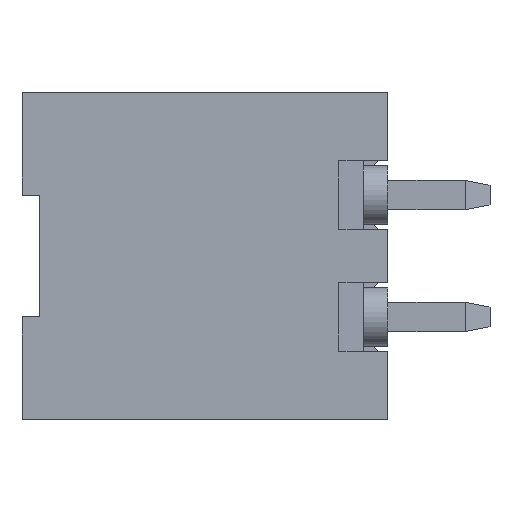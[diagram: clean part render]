
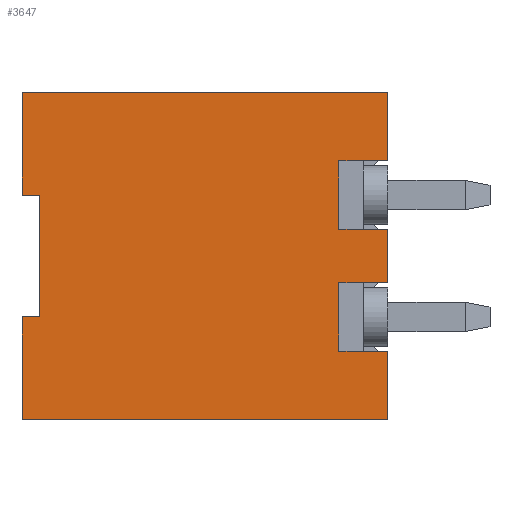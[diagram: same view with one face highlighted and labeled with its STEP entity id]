
A CAD part, front view. The second image highlights one B-rep face of the part: STEP entity #3647.
In plain terms, the highlighted planar face has unit normal (0, -1, 0).
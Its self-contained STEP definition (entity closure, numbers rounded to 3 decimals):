
#53 = DIRECTION ( 'NONE',  ( 0., -1., 0. ) ) ;
#64 = LINE ( 'NONE', #2668, #2275 ) ;
#100 = VECTOR ( 'NONE', #5847, 1000. ) ;
#116 = VECTOR ( 'NONE', #3338, 1000. ) ;
#117 = VERTEX_POINT ( 'NONE', #418 ) ;
#213 = LINE ( 'NONE', #5929, #2862 ) ;
#241 = VERTEX_POINT ( 'NONE', #4433 ) ;
#265 = LINE ( 'NONE', #5405, #3354 ) ;
#276 = DIRECTION ( 'NONE',  ( 0., 0., -1. ) ) ;
#418 = CARTESIAN_POINT ( 'NONE',  ( -3.039, -17.222, -0.55 ) ) ;
#427 = EDGE_LOOP ( 'NONE', ( #3138, #3301, #3226, #2342, #1146, #4134, #4111, #5578, #776, #4705, #3709, #2874, #2139, #5225, #2552, #1865 ) ) ;
#532 = LINE ( 'NONE', #2272, #5409 ) ;
#559 = LINE ( 'NONE', #3812, #1677 ) ;
#667 = EDGE_CURVE ( 'NONE', #2947, #2344, #559, .T. ) ;
#679 = VECTOR ( 'NONE', #4728, 1000. ) ;
#694 = VERTEX_POINT ( 'NONE', #4301 ) ;
#731 = LINE ( 'NONE', #1111, #1846 ) ;
#742 = EDGE_CURVE ( 'NONE', #4426, #241, #4921, .T. ) ;
#763 = LINE ( 'NONE', #4544, #5627 ) ;
#776 = ORIENTED_EDGE ( 'NONE', *, *, #742, .T. ) ;
#808 = EDGE_CURVE ( 'NONE', #5571, #4658, #5217, .T. ) ;
#815 = EDGE_CURVE ( 'NONE', #117, #5429, #265, .T. ) ;
#983 = CARTESIAN_POINT ( 'NONE',  ( -1.148, -17.222, -12.087 ) ) ;
#1021 = CARTESIAN_POINT ( 'NONE',  ( 4.461, -17.222, 3.35 ) ) ;
#1078 = DIRECTION ( 'NONE',  ( -1., 0., 0. ) ) ;
#1099 = CARTESIAN_POINT ( 'NONE',  ( 4.461, -17.222, -12.087 ) ) ;
#1111 = CARTESIAN_POINT ( 'NONE',  ( -3.039, -17.222, -12.087 ) ) ;
#1114 = CARTESIAN_POINT ( 'NONE',  ( -3.039, -17.222, 1.55 ) ) ;
#1137 = CARTESIAN_POINT ( 'NONE',  ( -1.148, -17.222, 6.15 ) ) ;
#1146 = ORIENTED_EDGE ( 'NONE', *, *, #1787, .T. ) ;
#1385 = CARTESIAN_POINT ( 'NONE',  ( 3.461, -17.222, 3.35 ) ) ;
#1472 = CARTESIAN_POINT ( 'NONE',  ( 4.461, -17.222, -12.087 ) ) ;
#1677 = VECTOR ( 'NONE', #2850, 1000. ) ;
#1755 = VECTOR ( 'NONE', #2383, 1000. ) ;
#1763 = VECTOR ( 'NONE', #3954, 1000. ) ;
#1780 = EDGE_CURVE ( 'NONE', #4923, #4405, #2828, .T. ) ;
#1787 = EDGE_CURVE ( 'NONE', #2344, #3293, #4005, .T. ) ;
#1797 = CARTESIAN_POINT ( 'NONE',  ( -2.689, -17.222, 4.05 ) ) ;
#1800 = CARTESIAN_POINT ( 'NONE',  ( 4.461, -17.222, 2.25 ) ) ;
#1846 = VECTOR ( 'NONE', #2035, 1000. ) ;
#1858 = EDGE_CURVE ( 'NONE', #3293, #117, #763, .T. ) ;
#1865 = ORIENTED_EDGE ( 'NONE', *, *, #5095, .T. ) ;
#2022 = VERTEX_POINT ( 'NONE', #4722 ) ;
#2035 = DIRECTION ( 'NONE',  ( 0., 0., -1. ) ) ;
#2093 = CARTESIAN_POINT ( 'NONE',  ( -2.689, -17.222, 1.55 ) ) ;
#2139 = ORIENTED_EDGE ( 'NONE', *, *, #5022, .T. ) ;
#2272 = CARTESIAN_POINT ( 'NONE',  ( -1.148, -17.222, 3.35 ) ) ;
#2275 = VECTOR ( 'NONE', #4557, 1000. ) ;
#2342 = ORIENTED_EDGE ( 'NONE', *, *, #667, .T. ) ;
#2344 = VERTEX_POINT ( 'NONE', #2093 ) ;
#2383 = DIRECTION ( 'NONE',  ( 0., 0., -1. ) ) ;
#2539 = DIRECTION ( 'NONE',  ( -1., 0., 0. ) ) ;
#2552 = ORIENTED_EDGE ( 'NONE', *, *, #5904, .T. ) ;
#2658 = VECTOR ( 'NONE', #5558, 1000. ) ;
#2668 = CARTESIAN_POINT ( 'NONE',  ( -1.148, -17.222, 4.05 ) ) ;
#2734 = CARTESIAN_POINT ( 'NONE',  ( 4.461, -17.222, 6.15 ) ) ;
#2828 = LINE ( 'NONE', #1099, #100 ) ;
#2850 = DIRECTION ( 'NONE',  ( 0., 0., -1. ) ) ;
#2862 = VECTOR ( 'NONE', #276, 1000. ) ;
#2874 = ORIENTED_EDGE ( 'NONE', *, *, #1780, .T. ) ;
#2880 = EDGE_CURVE ( 'NONE', #694, #4923, #4946, .T. ) ;
#2947 = VERTEX_POINT ( 'NONE', #1797 ) ;
#3001 = LINE ( 'NONE', #5238, #1755 ) ;
#3131 = CARTESIAN_POINT ( 'NONE',  ( -3.039, -17.222, 4.05 ) ) ;
#3138 = ORIENTED_EDGE ( 'NONE', *, *, #808, .T. ) ;
#3141 = VERTEX_POINT ( 'NONE', #4742 ) ;
#3185 = CARTESIAN_POINT ( 'NONE',  ( -1.148, -17.222, 2.25 ) ) ;
#3226 = ORIENTED_EDGE ( 'NONE', *, *, #6051, .T. ) ;
#3229 = FACE_OUTER_BOUND ( 'NONE', #427, .T. ) ;
#3270 = VECTOR ( 'NONE', #2539, 1000. ) ;
#3293 = VERTEX_POINT ( 'NONE', #1114 ) ;
#3301 = ORIENTED_EDGE ( 'NONE', *, *, #5893, .T. ) ;
#3338 = DIRECTION ( 'NONE',  ( -1., 0., 0. ) ) ;
#3354 = VECTOR ( 'NONE', #5782, 1000. ) ;
#3359 = CARTESIAN_POINT ( 'NONE',  ( -1.148, -17.222, 0.85 ) ) ;
#3360 = CARTESIAN_POINT ( 'NONE',  ( 4.461, -17.222, 0.85 ) ) ;
#3382 = LINE ( 'NONE', #3985, #4049 ) ;
#3423 = CARTESIAN_POINT ( 'NONE',  ( -3.039, -17.222, 6.15 ) ) ;
#3585 = EDGE_CURVE ( 'NONE', #3141, #3879, #213, .T. ) ;
#3596 = LINE ( 'NONE', #5704, #1763 ) ;
#3647 = ADVANCED_FACE ( 'NONE', ( #3229 ), #4519, .T. ) ;
#3709 = ORIENTED_EDGE ( 'NONE', *, *, #2880, .T. ) ;
#3734 = EDGE_CURVE ( 'NONE', #5429, #4426, #3596, .T. ) ;
#3742 = AXIS2_PLACEMENT_3D ( 'NONE', #983, #53, #4269 ) ;
#3812 = CARTESIAN_POINT ( 'NONE',  ( -2.689, -17.222, -12.087 ) ) ;
#3879 = VERTEX_POINT ( 'NONE', #1385 ) ;
#3935 = EDGE_CURVE ( 'NONE', #694, #241, #3001, .T. ) ;
#3954 = DIRECTION ( 'NONE',  ( 0., 0., 1. ) ) ;
#3985 = CARTESIAN_POINT ( 'NONE',  ( -1.148, -17.222, 4.75 ) ) ;
#3992 = CARTESIAN_POINT ( 'NONE',  ( 4.461, -17.222, -0.55 ) ) ;
#4005 = LINE ( 'NONE', #4731, #3270 ) ;
#4049 = VECTOR ( 'NONE', #5936, 1000. ) ;
#4081 = LINE ( 'NONE', #1472, #679 ) ;
#4111 = ORIENTED_EDGE ( 'NONE', *, *, #815, .T. ) ;
#4134 = ORIENTED_EDGE ( 'NONE', *, *, #1858, .T. ) ;
#4269 = DIRECTION ( 'NONE',  ( 0., 0., -1. ) ) ;
#4301 = CARTESIAN_POINT ( 'NONE',  ( 3.461, -17.222, 2.25 ) ) ;
#4405 = VERTEX_POINT ( 'NONE', #1021 ) ;
#4426 = VERTEX_POINT ( 'NONE', #3360 ) ;
#4433 = CARTESIAN_POINT ( 'NONE',  ( 3.461, -17.222, 0.85 ) ) ;
#4519 = PLANE ( 'NONE',  #3742 ) ;
#4544 = CARTESIAN_POINT ( 'NONE',  ( -3.039, -17.222, -12.087 ) ) ;
#4557 = DIRECTION ( 'NONE',  ( 1., 0., 0. ) ) ;
#4658 = VERTEX_POINT ( 'NONE', #3423 ) ;
#4705 = ORIENTED_EDGE ( 'NONE', *, *, #3935, .F. ) ;
#4722 = CARTESIAN_POINT ( 'NONE',  ( 4.461, -17.222, 4.75 ) ) ;
#4726 = DIRECTION ( 'NONE',  ( 0., 0., -1. ) ) ;
#4728 = DIRECTION ( 'NONE',  ( 0., 0., 1. ) ) ;
#4731 = CARTESIAN_POINT ( 'NONE',  ( -1.148, -17.222, 1.55 ) ) ;
#4742 = CARTESIAN_POINT ( 'NONE',  ( 3.461, -17.222, 4.75 ) ) ;
#4921 = LINE ( 'NONE', #3359, #116 ) ;
#4923 = VERTEX_POINT ( 'NONE', #1800 ) ;
#4946 = LINE ( 'NONE', #3185, #2658 ) ;
#5022 = EDGE_CURVE ( 'NONE', #4405, #3879, #532, .T. ) ;
#5095 = EDGE_CURVE ( 'NONE', #2022, #5571, #4081, .T. ) ;
#5186 = DIRECTION ( 'NONE',  ( -1., 0., 0. ) ) ;
#5217 = LINE ( 'NONE', #1137, #5717 ) ;
#5225 = ORIENTED_EDGE ( 'NONE', *, *, #3585, .F. ) ;
#5238 = CARTESIAN_POINT ( 'NONE',  ( 3.461, -17.222, 2.837 ) ) ;
#5405 = CARTESIAN_POINT ( 'NONE',  ( -1.148, -17.222, -0.55 ) ) ;
#5409 = VECTOR ( 'NONE', #5186, 1000. ) ;
#5429 = VERTEX_POINT ( 'NONE', #3992 ) ;
#5558 = DIRECTION ( 'NONE',  ( 1., 0., 0. ) ) ;
#5571 = VERTEX_POINT ( 'NONE', #2734 ) ;
#5578 = ORIENTED_EDGE ( 'NONE', *, *, #3734, .T. ) ;
#5627 = VECTOR ( 'NONE', #4726, 1000. ) ;
#5704 = CARTESIAN_POINT ( 'NONE',  ( 4.461, -17.222, -12.087 ) ) ;
#5717 = VECTOR ( 'NONE', #1078, 1000. ) ;
#5782 = DIRECTION ( 'NONE',  ( 1., 0., 0. ) ) ;
#5847 = DIRECTION ( 'NONE',  ( 0., 0., 1. ) ) ;
#5893 = EDGE_CURVE ( 'NONE', #4658, #6094, #731, .T. ) ;
#5904 = EDGE_CURVE ( 'NONE', #3141, #2022, #3382, .T. ) ;
#5929 = CARTESIAN_POINT ( 'NONE',  ( 3.461, -17.222, 2.837 ) ) ;
#5936 = DIRECTION ( 'NONE',  ( 1., 0., 0. ) ) ;
#6051 = EDGE_CURVE ( 'NONE', #6094, #2947, #64, .T. ) ;
#6094 = VERTEX_POINT ( 'NONE', #3131 ) ;
